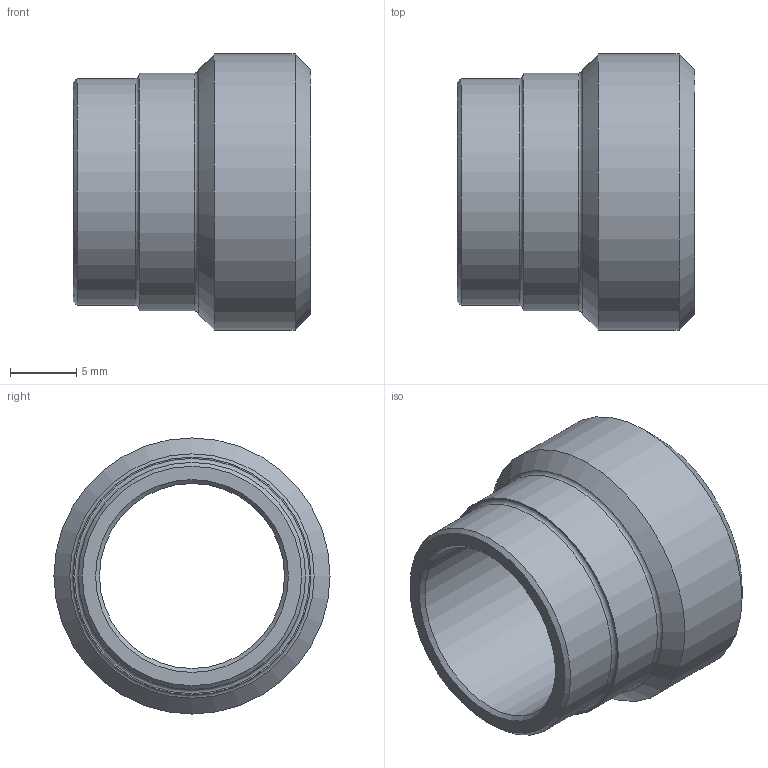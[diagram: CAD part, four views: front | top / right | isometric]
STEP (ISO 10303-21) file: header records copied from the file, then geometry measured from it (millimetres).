
FILE_DESCRIPTION(/* description */ (''),/* implementation_level */ '2;1');
FILE_NAME(/* name */ '3D_R666-SG-17.2-DN15_17113715.stp',/* time_stamp */ '2021-06-22T11:11:38+02:00',/* author */ ('cad'),/* organization */ (''),/* preprocessor_version */ 'ST-DEVELOPER v18.1',/* originating_system */ 'Autodesk Inventor 2022',/* authorisation */ '');
FILE_SCHEMA (('AUTOMOTIVE_DESIGN { 1 0 10303 214 3 1 1 }'));
Length unit declared in the file: millimetre
Products named in the file (1): 3D_R666-SG-17.2-DN15_17113715
Bounding box: 18 x 20.9 x 20.9 mm (x, y, z)
Volume: 2356.8 mm3; surface area: 2117.9 mm2
Topology: 1 solids, 1 shells, 14 faces, 32 edges, 21 vertices
Faces by surface type: cone 5, cylinder 4, plane 3, torus 2
Full cylindrical faces by diameter (mm): 14 x1, 17.2 x1, 18 x1, 20.9 x1
Entity records: 456 total; most frequent: DIRECTION 85, CARTESIAN_POINT 68, ORIENTED_EDGE 64, AXIS2_PLACEMENT_3D 38, EDGE_CURVE 32, CIRCLE 23, VERTEX_POINT 21, EDGE_LOOP 17
